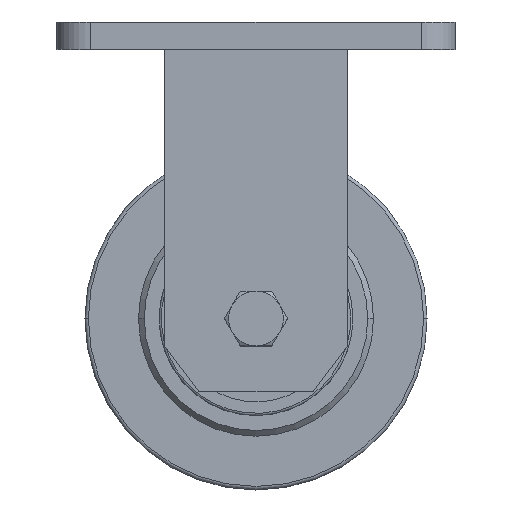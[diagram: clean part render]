
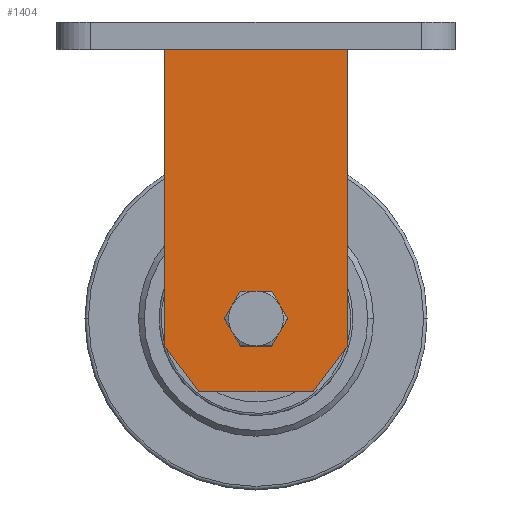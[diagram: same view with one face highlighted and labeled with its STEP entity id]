
A CAD part, top view. The second image highlights one B-rep face of the part: STEP entity #1404.
In plain terms, the highlighted planar face has unit normal (0, 0, 1).
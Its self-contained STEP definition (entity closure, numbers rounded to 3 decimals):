
#7 = CARTESIAN_POINT ( 'NONE',  ( 8.15, -130., 43. ) ) ;
#72 = VERTEX_POINT ( 'NONE', #6482 ) ;
#137 = VECTOR ( 'NONE', #3977, 1000. ) ;
#238 = DIRECTION ( 'NONE',  ( -1., 0., 0. ) ) ;
#246 = EDGE_CURVE ( 'NONE', #5842, #1933, #4689, .T. ) ;
#491 = ORIENTED_EDGE ( 'NONE', *, *, #5593, .T. ) ;
#515 = ORIENTED_EDGE ( 'NONE', *, *, #2388, .F. ) ;
#576 = CARTESIAN_POINT ( 'NONE',  ( -40., -162., 43. ) ) ;
#732 = CIRCLE ( 'NONE', #1987, 8.15 ) ;
#829 = CARTESIAN_POINT ( 'NONE',  ( 25., -162., 43. ) ) ;
#832 = CARTESIAN_POINT ( 'NONE',  ( 25., -162., 43. ) ) ;
#860 = ORIENTED_EDGE ( 'NONE', *, *, #7139, .T. ) ;
#891 = DIRECTION ( 'NONE',  ( -1., 0., 0. ) ) ;
#1229 = CARTESIAN_POINT ( 'NONE',  ( -40., -142., 43. ) ) ;
#1378 = EDGE_LOOP ( 'NONE', ( #3441, #3358, #515, #7188, #491, #1949 ) ) ;
#1404 = ADVANCED_FACE ( 'NONE', ( #5620, #6167 ), #7587, .F. ) ;
#1542 = DIRECTION ( 'NONE',  ( -1., 0., 0. ) ) ;
#1596 = VECTOR ( 'NONE', #1542, 1000. ) ;
#1610 = CARTESIAN_POINT ( 'NONE',  ( 0., -130., 43. ) ) ;
#1933 = VERTEX_POINT ( 'NONE', #6413 ) ;
#1949 = ORIENTED_EDGE ( 'NONE', *, *, #3295, .T. ) ;
#1987 = AXIS2_PLACEMENT_3D ( 'NONE', #1610, #3759, #8396 ) ;
#2285 = CARTESIAN_POINT ( 'NONE',  ( -25., -162., 43. ) ) ;
#2388 = EDGE_CURVE ( 'NONE', #3184, #4071, #2986, .T. ) ;
#2417 = AXIS2_PLACEMENT_3D ( 'NONE', #7641, #2822, #238 ) ;
#2660 = VERTEX_POINT ( 'NONE', #3672 ) ;
#2822 = DIRECTION ( 'NONE',  ( 0., 0., -1. ) ) ;
#2986 = LINE ( 'NONE', #7053, #1596 ) ;
#3159 = VECTOR ( 'NONE', #6250, 1000. ) ;
#3184 = VERTEX_POINT ( 'NONE', #832 ) ;
#3295 = EDGE_CURVE ( 'NONE', #72, #1933, #7620, .T. ) ;
#3358 = ORIENTED_EDGE ( 'NONE', *, *, #4245, .T. ) ;
#3441 = ORIENTED_EDGE ( 'NONE', *, *, #246, .F. ) ;
#3477 = CARTESIAN_POINT ( 'NONE',  ( 40., -162., 43. ) ) ;
#3496 = EDGE_LOOP ( 'NONE', ( #7994, #860 ) ) ;
#3509 = DIRECTION ( 'NONE',  ( 0.6, 0.8, 0. ) ) ;
#3639 = LINE ( 'NONE', #829, #6038 ) ;
#3651 = VERTEX_POINT ( 'NONE', #5691 ) ;
#3672 = CARTESIAN_POINT ( 'NONE',  ( 40., -142., 43. ) ) ;
#3759 = DIRECTION ( 'NONE',  ( 0., 0., -1. ) ) ;
#3977 = DIRECTION ( 'NONE',  ( 0., 1., 0. ) ) ;
#4071 = VERTEX_POINT ( 'NONE', #2285 ) ;
#4159 = LINE ( 'NONE', #3477, #137 ) ;
#4245 = EDGE_CURVE ( 'NONE', #5842, #4071, #4926, .T. ) ;
#4262 = DIRECTION ( 'NONE',  ( 0.6, -0.8, 0. ) ) ;
#4586 = EDGE_CURVE ( 'NONE', #3651, #6503, #732, .T. ) ;
#4689 = LINE ( 'NONE', #576, #6998 ) ;
#4822 = CARTESIAN_POINT ( 'NONE',  ( -40., -162., 43. ) ) ;
#4926 = LINE ( 'NONE', #8245, #7190 ) ;
#5274 = DIRECTION ( 'NONE',  ( 0., 1., 0. ) ) ;
#5593 = EDGE_CURVE ( 'NONE', #2660, #72, #4159, .T. ) ;
#5620 = FACE_BOUND ( 'NONE', #3496, .T. ) ;
#5691 = CARTESIAN_POINT ( 'NONE',  ( -8.15, -130., 43. ) ) ;
#5842 = VERTEX_POINT ( 'NONE', #1229 ) ;
#5892 = EDGE_CURVE ( 'NONE', #3184, #2660, #3639, .T. ) ;
#6038 = VECTOR ( 'NONE', #3509, 1000. ) ;
#6167 = FACE_OUTER_BOUND ( 'NONE', #1378, .T. ) ;
#6211 = CIRCLE ( 'NONE', #2417, 8.15 ) ;
#6250 = DIRECTION ( 'NONE',  ( -1., 0., 0. ) ) ;
#6284 = CARTESIAN_POINT ( 'NONE',  ( -40., -12., 43. ) ) ;
#6297 = DIRECTION ( 'NONE',  ( 0., 0., -1. ) ) ;
#6413 = CARTESIAN_POINT ( 'NONE',  ( -40., -12., 43. ) ) ;
#6482 = CARTESIAN_POINT ( 'NONE',  ( 40., -12., 43. ) ) ;
#6503 = VERTEX_POINT ( 'NONE', #7 ) ;
#6998 = VECTOR ( 'NONE', #5274, 1000. ) ;
#7053 = CARTESIAN_POINT ( 'NONE',  ( -40., -162., 43. ) ) ;
#7139 = EDGE_CURVE ( 'NONE', #6503, #3651, #6211, .T. ) ;
#7188 = ORIENTED_EDGE ( 'NONE', *, *, #5892, .T. ) ;
#7190 = VECTOR ( 'NONE', #4262, 1000. ) ;
#7587 = PLANE ( 'NONE',  #7790 ) ;
#7620 = LINE ( 'NONE', #6284, #3159 ) ;
#7641 = CARTESIAN_POINT ( 'NONE',  ( 0., -130., 43. ) ) ;
#7790 = AXIS2_PLACEMENT_3D ( 'NONE', #4822, #6297, #891 ) ;
#7994 = ORIENTED_EDGE ( 'NONE', *, *, #4586, .T. ) ;
#8245 = CARTESIAN_POINT ( 'NONE',  ( -25., -162., 43. ) ) ;
#8396 = DIRECTION ( 'NONE',  ( -1., 0., 0. ) ) ;
